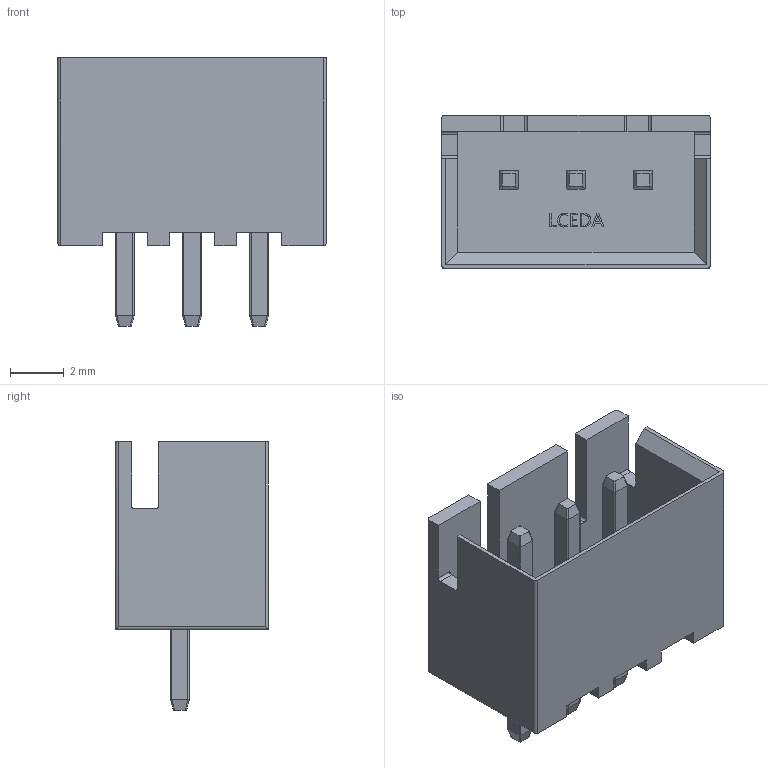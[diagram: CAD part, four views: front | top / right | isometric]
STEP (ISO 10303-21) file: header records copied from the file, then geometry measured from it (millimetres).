
FILE_DESCRIPTION (( 'STEP AP214' ), '1' );
FILE_NAME ('CONN-TH_XH2.50-LI-3P.step', '2022-08-08T03:43:27', ( '' ), ( '' ), 'SwSTEP 2.0', 'SolidWorks 2020', '' );
FILE_SCHEMA (( 'AUTOMOTIVE_DESIGN' ));
Length unit declared in the file: millimetre
Products named in the file (1): CONN-TH_XH2.50-LI-3P
Bounding box: 10 x 5.7 x 10 mm (x, y, z)
Volume: 188.5 mm3; surface area: 526.5 mm2
Topology: 14 solids, 14 shells, 445 faces, 1206 edges, 802 vertices
Faces by surface type: plane 271, bspline 112, cylinder 62
Entity records: 20118 total; most frequent: CARTESIAN_POINT 4858, ORIENTED_EDGE 2412, DIRECTION 1590, EDGE_CURVE 1206, LINE 834, VECTOR 834, VERTEX_POINT 802, EDGE_LOOP 470
